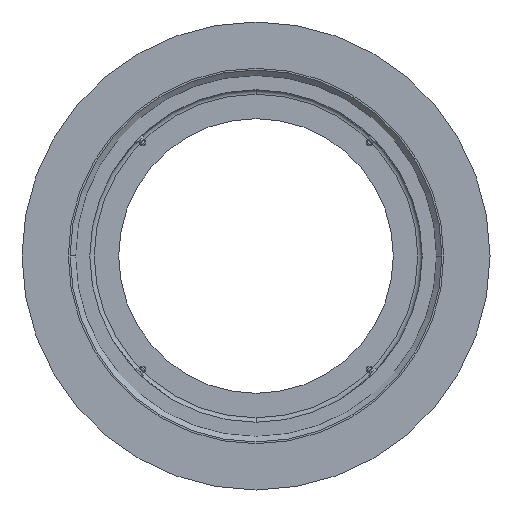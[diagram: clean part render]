
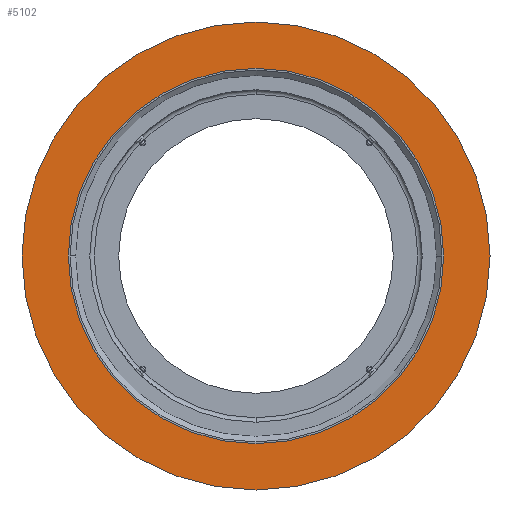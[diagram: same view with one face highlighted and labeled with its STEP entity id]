
A CAD part, front view. The second image highlights one B-rep face of the part: STEP entity #5102.
In plain terms, the highlighted planar face has unit normal (0, -1, 0).
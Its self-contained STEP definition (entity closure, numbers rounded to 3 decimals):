
#139 = AXIS2_PLACEMENT_3D ( 'NONE', #580, #570, #564 ) ;
#205 = EDGE_CURVE ( 'NONE', #1507, #3488, #2198, .T. ) ;
#289 = EDGE_LOOP ( 'NONE', ( #7617, #2203 ) ) ;
#444 = EDGE_LOOP ( 'NONE', ( #5457, #3921 ) ) ;
#564 = DIRECTION ( 'NONE',  ( 0., 0., 1. ) ) ;
#570 = DIRECTION ( 'NONE',  ( 0., 1., 0. ) ) ;
#580 = CARTESIAN_POINT ( 'NONE',  ( 0., -28., 0. ) ) ;
#644 = CARTESIAN_POINT ( 'NONE',  ( 0., -28., -259. ) ) ;
#1159 = CARTESIAN_POINT ( 'NONE',  ( 0., -28., -207.75 ) ) ;
#1507 = VERTEX_POINT ( 'NONE', #644 ) ;
#1595 = DIRECTION ( 'NONE',  ( 0., 0., 1. ) ) ;
#1660 = DIRECTION ( 'NONE',  ( 0., 1., 0. ) ) ;
#1679 = CARTESIAN_POINT ( 'NONE',  ( 0., -28., 0. ) ) ;
#1964 = AXIS2_PLACEMENT_3D ( 'NONE', #5598, #5202, #5184 ) ;
#2198 = CIRCLE ( 'NONE', #4600, 259. ) ;
#2203 = ORIENTED_EDGE ( 'NONE', *, *, #205, .F. ) ;
#2273 = CARTESIAN_POINT ( 'NONE',  ( 0., -28., 207.75 ) ) ;
#2611 = AXIS2_PLACEMENT_3D ( 'NONE', #3772, #3748, #3725 ) ;
#3403 = VERTEX_POINT ( 'NONE', #2273 ) ;
#3488 = VERTEX_POINT ( 'NONE', #4204 ) ;
#3697 = CIRCLE ( 'NONE', #5484, 207.75 ) ;
#3725 = DIRECTION ( 'NONE',  ( 0., 0., 1. ) ) ;
#3748 = DIRECTION ( 'NONE',  ( 0., 1., 0. ) ) ;
#3772 = CARTESIAN_POINT ( 'NONE',  ( 0., -28., 0. ) ) ;
#3921 = ORIENTED_EDGE ( 'NONE', *, *, #4484, .T. ) ;
#4204 = CARTESIAN_POINT ( 'NONE',  ( 0., -28., 259. ) ) ;
#4450 = DIRECTION ( 'NONE',  ( 0., 0., 1. ) ) ;
#4484 = EDGE_CURVE ( 'NONE', #6342, #3403, #7918, .T. ) ;
#4600 = AXIS2_PLACEMENT_3D ( 'NONE', #6274, #5813, #4450 ) ;
#5102 = ADVANCED_FACE ( 'NONE', ( #5578, #7191 ), #5547, .F. ) ;
#5184 = DIRECTION ( 'NONE',  ( 0., 0., 1. ) ) ;
#5202 = DIRECTION ( 'NONE',  ( 0., 1., 0. ) ) ;
#5457 = ORIENTED_EDGE ( 'NONE', *, *, #6304, .T. ) ;
#5484 = AXIS2_PLACEMENT_3D ( 'NONE', #1679, #1660, #1595 ) ;
#5500 = CIRCLE ( 'NONE', #2611, 259. ) ;
#5547 = PLANE ( 'NONE',  #1964 ) ;
#5578 = FACE_OUTER_BOUND ( 'NONE', #289, .T. ) ;
#5598 = CARTESIAN_POINT ( 'NONE',  ( 0., -28., 207.75 ) ) ;
#5813 = DIRECTION ( 'NONE',  ( 0., 1., 0. ) ) ;
#6257 = EDGE_CURVE ( 'NONE', #3488, #1507, #5500, .T. ) ;
#6274 = CARTESIAN_POINT ( 'NONE',  ( 0., -28., 0. ) ) ;
#6304 = EDGE_CURVE ( 'NONE', #3403, #6342, #3697, .T. ) ;
#6342 = VERTEX_POINT ( 'NONE', #1159 ) ;
#7191 = FACE_BOUND ( 'NONE', #444, .T. ) ;
#7617 = ORIENTED_EDGE ( 'NONE', *, *, #6257, .F. ) ;
#7918 = CIRCLE ( 'NONE', #139, 207.75 ) ;
